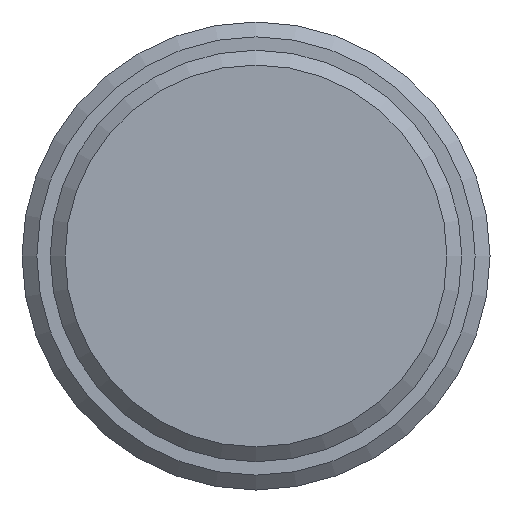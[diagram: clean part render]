
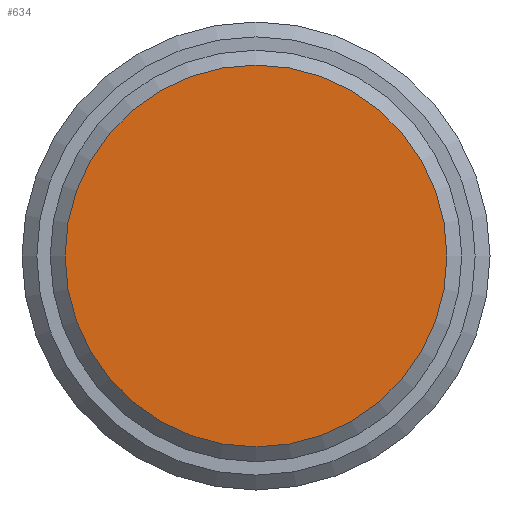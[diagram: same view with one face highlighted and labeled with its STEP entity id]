
A CAD part, front view. The second image highlights one B-rep face of the part: STEP entity #634.
In plain terms, the highlighted planar face has unit normal (0, -1, 0).
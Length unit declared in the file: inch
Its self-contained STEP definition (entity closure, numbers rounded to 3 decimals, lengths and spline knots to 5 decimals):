
#78 = EDGE_LOOP ( 'NONE', ( #1295 ) ) ;
#171 = CARTESIAN_POINT ( 'NONE',  ( 0., 0., 0.1927 ) ) ;
#247 = FACE_OUTER_BOUND ( 'NONE', #78, .T. ) ;
#303 = CARTESIAN_POINT ( 'NONE',  ( 0., 0., 0. ) ) ;
#520 = DIRECTION ( 'NONE',  ( 0., -1., 0. ) ) ;
#619 = DIRECTION ( 'NONE',  ( 0., 1., 0. ) ) ;
#630 = DIRECTION ( 'NONE',  ( 0., 0., 1. ) ) ;
#634 = ADVANCED_FACE ( 'NONE', ( #247 ), #1036, .F. ) ;
#675 = AXIS2_PLACEMENT_3D ( 'NONE', #827, #520, #1156 ) ;
#827 = CARTESIAN_POINT ( 'NONE',  ( 0., 0., 0. ) ) ;
#886 = AXIS2_PLACEMENT_3D ( 'NONE', #303, #619, #630 ) ;
#1001 = VERTEX_POINT ( 'NONE', #171 ) ;
#1036 = PLANE ( 'NONE',  #886 ) ;
#1086 = CIRCLE ( 'NONE', #675, 0.1927 ) ;
#1088 = EDGE_CURVE ( 'NONE', #1001, #1001, #1086, .T. ) ;
#1156 = DIRECTION ( 'NONE',  ( 0., 0., 1. ) ) ;
#1295 = ORIENTED_EDGE ( 'NONE', *, *, #1088, .T. ) ;
